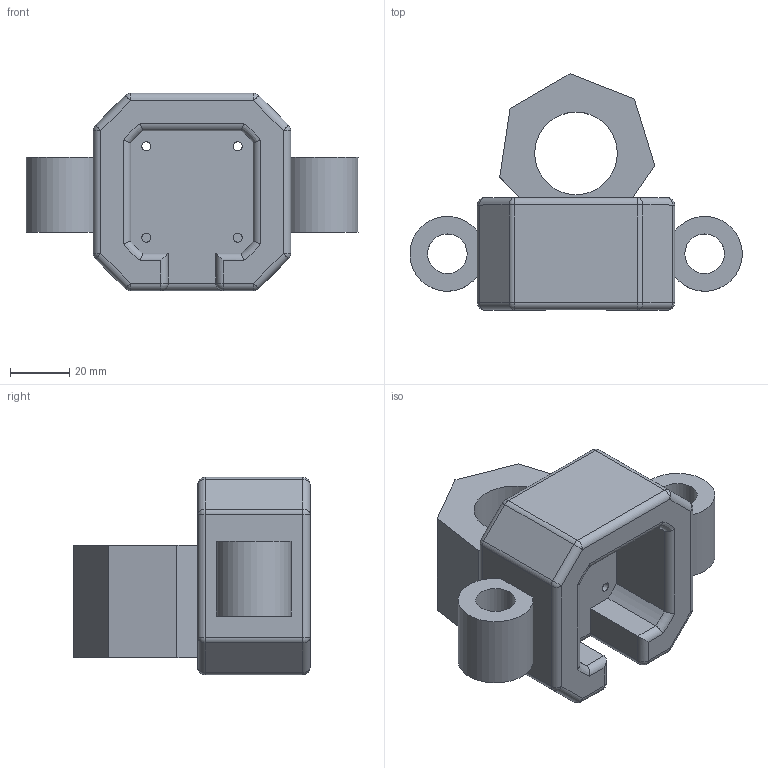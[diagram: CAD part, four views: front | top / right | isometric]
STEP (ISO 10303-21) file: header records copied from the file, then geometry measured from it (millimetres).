
FILE_DESCRIPTION(/* description */ ('STEP AP242 Edition 2','CAx-IF Rec.Pracs.---Representation and Presentation of Product Manufacturing Information (PMI)---4.0---2014-10-13','CAx-IF Rec.Pracs.---3D Tessellated Geometry---0.4---2014-09-14','2;1','CAx-IF Rec.Pracs.---User Defined Attributes---1.5---2016-08-15'),/* implementation_level */ '2;1');
FILE_NAME(/* name */ 'Machine Assembly W- Nema 23 driver - Part 5',/* time_stamp */ '2025-12-11T01:52:16Z',/* author */ (''),/* organization */ (''),/* preprocessor_version */ 'ST-DEVELOPER v20',/* originating_system */ 'ONSHAPE BY PTC INC, 1.207',/* authorisation */ ' ');
FILE_SCHEMA (('AP242_MANAGED_MODEL_BASED_3D_ENGINEERING_MIM_LF { 1 0 10303 442 3 1 4 }'));
Length unit declared in the file: metre
Products named in the file (1): Part 5
Bounding box: 112.53 x 80.05 x 66.9 mm (x, y, z)
Volume: 162939.2 mm3; surface area: 35998.5 mm2
Topology: 1 solids, 1 shells, 110 faces, 264 edges, 142 vertices
Faces by surface type: cylinder 49, plane 39, sphere 18, torus 4
Full cylindrical faces by diameter (mm): 3 x4, 13.462 x2, 28 x1
Entity records: 3015 total; most frequent: DIRECTION 543, CARTESIAN_POINT 524, ORIENTED_EDGE 478, EDGE_CURVE 239, AXIS2_PLACEMENT_3D 201, VERTEX_POINT 142, LINE 141, VECTOR 141
